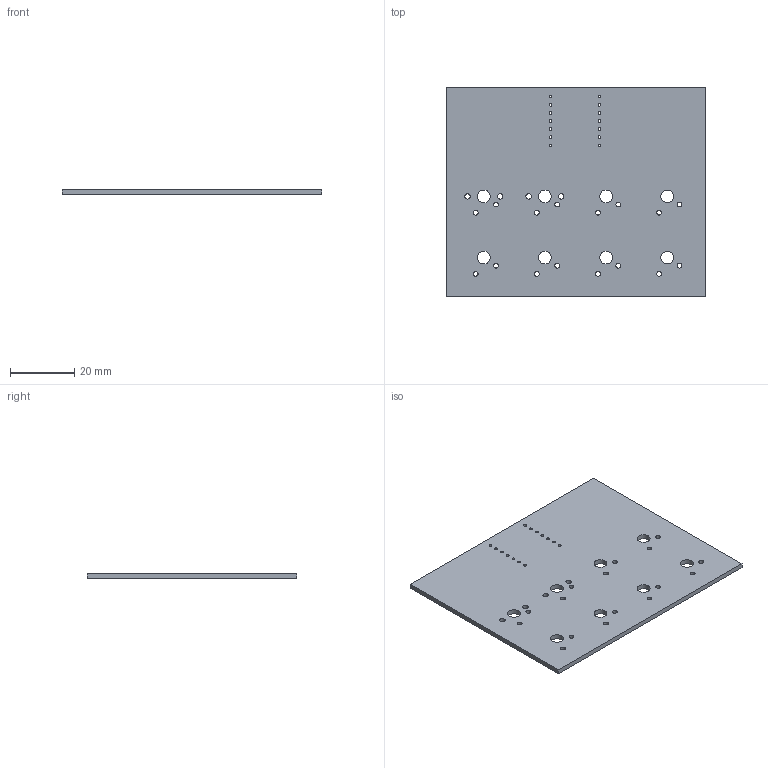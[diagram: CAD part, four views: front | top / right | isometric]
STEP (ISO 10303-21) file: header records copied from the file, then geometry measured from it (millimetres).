
FILE_DESCRIPTION(('KiCad electronic assembly'),'2;1');
FILE_NAME('flightsimhackpad.step','2025-12-07T10:44:16',('Pcbnew'),( 'Kicad'),'Open CASCADE STEP processor 7.9','KiCad to STEP converter' ,'Unknown');
FILE_SCHEMA(('AUTOMOTIVE_DESIGN { 1 0 10303 214 1 1 1 1 }'));
Length unit declared in the file: millimetre
Products named in the file (2): flightsimhackpad 1; flightsimhackpad_PCB
Assembly tree (1 placements, depth 2):
  flightsimhackpad 1
    flightsimhackpad_PCB
Bounding box: 80.96 x 65.31 x 1.51 mm (x, y, z)
Volume: 7763.7 mm3; surface area: 11081.7 mm2
Topology: 1 solids, 1 shells, 48 faces, 138 edges, 92 vertices
Faces by surface type: cylinder 42, plane 6
Full cylindrical faces by diameter (mm): 0.889 x14, 1.5 x16, 1.7 x4, 4 x8
Entity records: 1831 total; most frequent: DIRECTION 322, CARTESIAN_POINT 280, ORIENTED_EDGE 276, EDGE_CURVE 138, AXIS2_PLACEMENT_3D 134, FACE_BOUND 132, EDGE_LOOP 132, VERTEX_POINT 92
